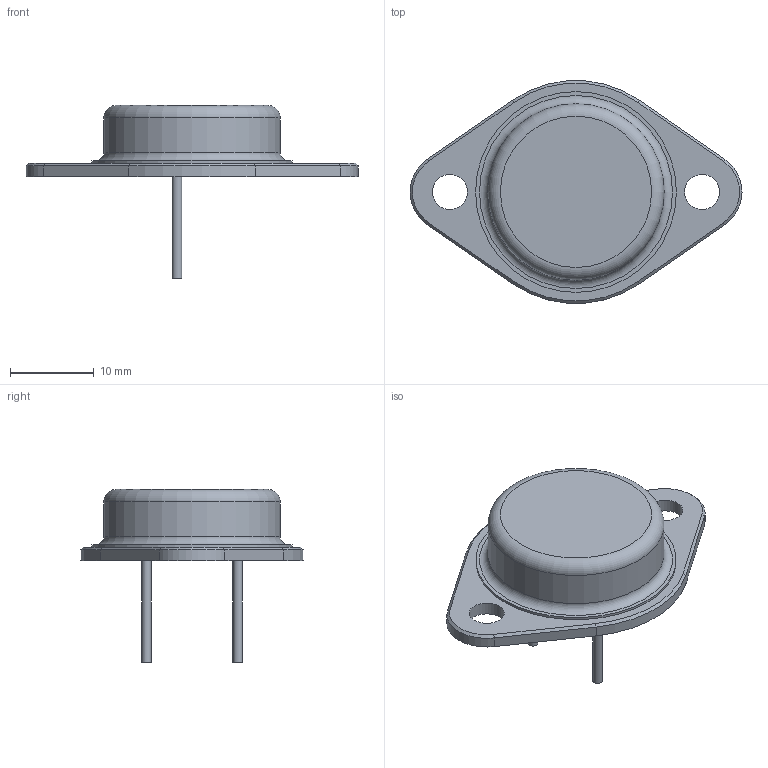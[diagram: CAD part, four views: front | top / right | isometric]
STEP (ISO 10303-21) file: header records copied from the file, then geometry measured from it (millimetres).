
FILE_DESCRIPTION(/* description */ (''),/* implementation_level */ '2;1');
FILE_NAME(/* name */ 'TO-3.stp',/* time_stamp */ '2017-01-26T10:44:15+01:00',/* author */ ('jchouvet'),/* organization */ (''),/* preprocessor_version */ 'ST-DEVELOPER v16.1',/* originating_system */ 'AutoCAD Mechanical',/* authorisation */ '');
FILE_SCHEMA (('AUTOMOTIVE_DESIGN { 1 0 10303 214 3 1 1 }'));
Length unit declared in the file: millimetre
Products named in the file (1): Product
Bounding box: 39.69 x 26.57 x 20.7 mm (x, y, z)
Volume: 3529.2 mm3; surface area: 2981.4 mm2
Topology: 6 solids, 6 shells, 43 faces, 74 edges, 46 vertices
Faces by surface type: plane 23, cylinder 14, cone 4, torus 2
Full cylindrical faces by diameter (mm): 1.15 x2, 3.15 x4, 4.19 x2, 21.08 x1, 24 x1
Entity records: 1011 total; most frequent: DIRECTION 183, CARTESIAN_POINT 161, ORIENTED_EDGE 124, AXIS2_PLACEMENT_3D 78, EDGE_LOOP 62, EDGE_CURVE 62, VERTEX_POINT 46, FACE_OUTER_BOUND 43
